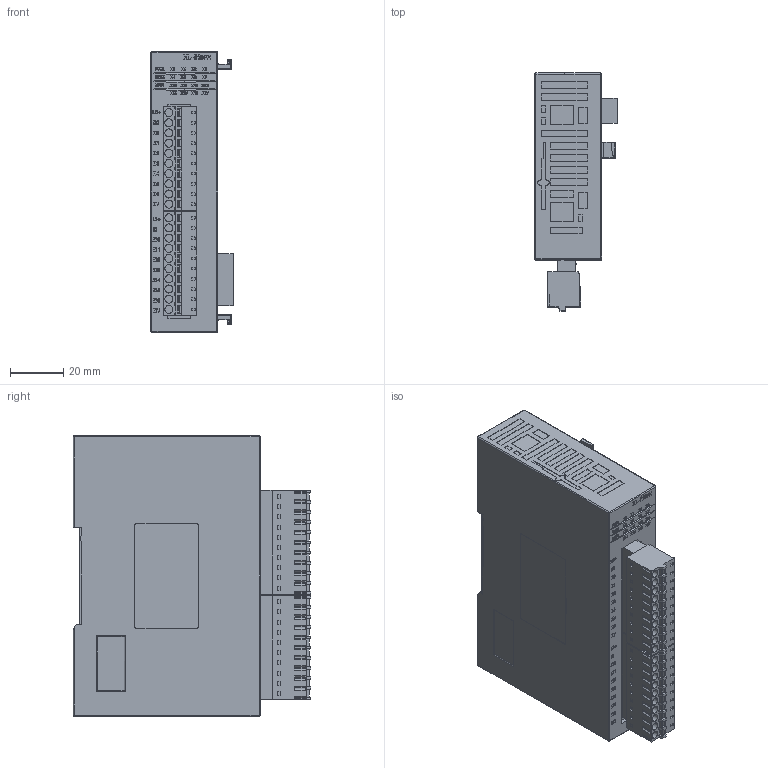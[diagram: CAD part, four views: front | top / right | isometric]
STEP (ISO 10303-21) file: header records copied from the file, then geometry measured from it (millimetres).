
FILE_DESCRIPTION(/* description */ (''),/* implementation_level */ '2;1');
FILE_NAME(/* name */ 'XL-E16PX',/* time_stamp */ '2022-12-02T15:39:14+08:00',/* author */ (''),/* organization */ (''),/* preprocessor_version */ 'ST-DEVELOPER v16.5',/* originating_system */ '',/* authorisation */ '');
FILE_SCHEMA (('CONFIG_CONTROL_DESIGN'));
Length unit declared in the file: millimetre
Products named in the file (1): Document
Bounding box: 30.8 x 88.99 x 105 mm (x, y, z)
Volume: 195145.7 mm3; surface area: 32173.7 mm2
Topology: 1 solids, 108 shells, 1601 faces, 5420 edges, 4070 vertices
Faces by surface type: plane 1422, cylinder 153, bspline 26
Entity records: 55830 total; most frequent: CARTESIAN_POINT 21738, ORIENTED_EDGE 9326, EDGE_CURVE 5419, B_SPLINE_CURVE_WITH_KNOTS 5106, VERTEX_POINT 4070, EDGE_LOOP 1767, ADVANCED_FACE 1601, FACE_OUTER_BOUND 1601
